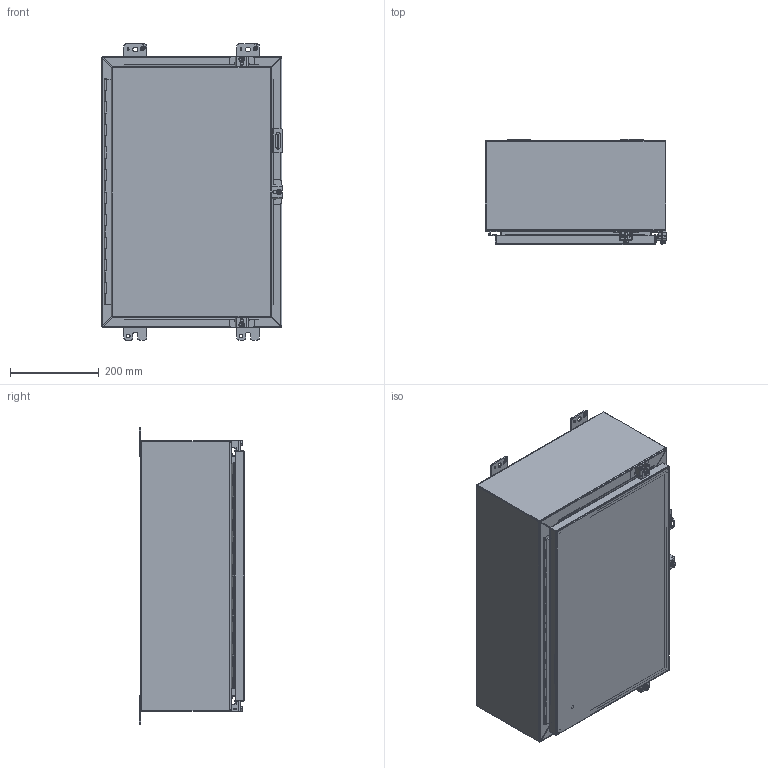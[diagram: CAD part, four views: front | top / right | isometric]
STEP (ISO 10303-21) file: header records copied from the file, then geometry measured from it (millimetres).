
FILE_DESCRIPTION (( 'STEP AP203' ), '1' );
FILE_NAME ('1418N4S16H8_Default.step', '2019-11-01T16:12:17', ( 'ADC123' ), ( 'Microsoft' ), 'SwSTEP 2.0', 'SolidWorks 2019', '' );
FILE_SCHEMA (( 'CONFIG_CONTROL_DESIGN' ));
Products named in the file (1): 1418N4S16H8_Default
Bounding box: 408 x 238.12 x 666.75 mm (x, y, z)
Volume: 2504239.4 mm3; surface area: 2617433.7 mm2
Topology: 35 solids, 36 shells, 1254 faces, 3216 edges, 2067 vertices
Faces by surface type: plane 682, cylinder 444, bspline 120, cone 8
Entity records: 44261 total; most frequent: CARTESIAN_POINT 14036, ORIENTED_EDGE 6424, DIRECTION 6024, EDGE_CURVE 3212, VERTEX_POINT 2067, LINE 2030, VECTOR 2030, AXIS2_PLACEMENT_3D 1997
